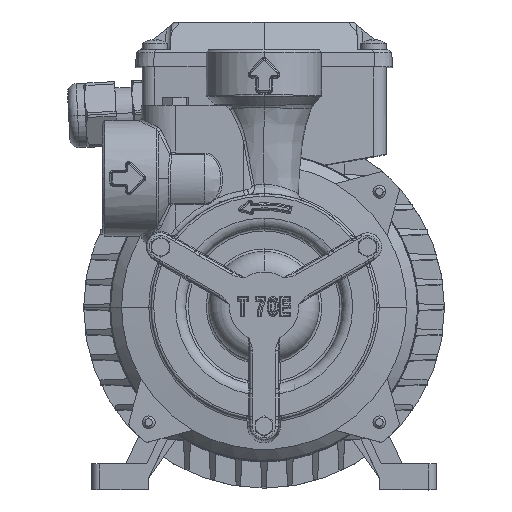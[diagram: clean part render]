
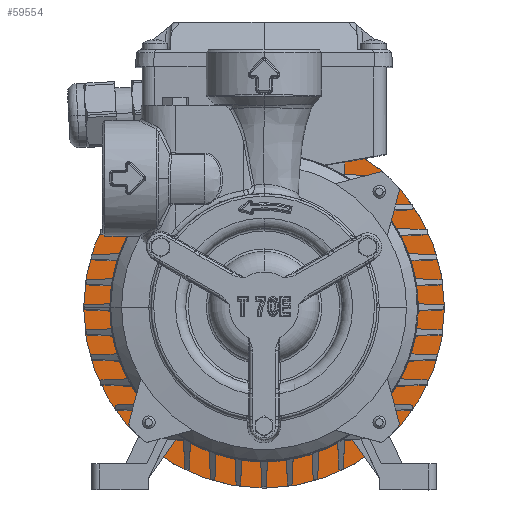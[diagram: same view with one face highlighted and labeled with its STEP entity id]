
A CAD part, top view. The second image highlights one B-rep face of the part: STEP entity #59554.
In plain terms, the highlighted planar face has unit normal (0, 0, 1).
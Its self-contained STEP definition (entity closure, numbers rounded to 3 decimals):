
#605 = CARTESIAN_POINT ( 'NONE',  ( -44.901, 44.901, -210.815 ) ) ;
#611 = FACE_BOUND ( 'NONE', #12542, .T. ) ;
#1442 = CIRCLE ( 'NONE', #19864, 60. ) ;
#1489 = CARTESIAN_POINT ( 'NONE',  ( 44.901, -44.901, -210.815 ) ) ;
#2625 = CIRCLE ( 'NONE', #73531, 2.18 ) ;
#3061 = EDGE_CURVE ( 'NONE', #65896, #16611, #3569, .T. ) ;
#3569 = CIRCLE ( 'NONE', #19147, 60. ) ;
#4792 = EDGE_CURVE ( 'NONE', #72877, #30792, #41139, .T. ) ;
#5279 = EDGE_CURVE ( 'NONE', #16611, #65896, #1442, .T. ) ;
#6050 = DIRECTION ( 'NONE',  ( 0., 0., -1. ) ) ;
#6426 = ORIENTED_EDGE ( 'NONE', *, *, #53949, .T. ) ;
#6810 = EDGE_CURVE ( 'NONE', #20929, #43794, #18707, .T. ) ;
#8811 = ORIENTED_EDGE ( 'NONE', *, *, #35239, .F. ) ;
#12542 = EDGE_LOOP ( 'NONE', ( #46505, #21192 ) ) ;
#13146 = DIRECTION ( 'NONE',  ( 0., 1., 0. ) ) ;
#14350 = FACE_OUTER_BOUND ( 'NONE', #62470, .T. ) ;
#14667 = DIRECTION ( 'NONE',  ( 0., 0., 1. ) ) ;
#16611 = VERTEX_POINT ( 'NONE', #22657 ) ;
#16719 = ORIENTED_EDGE ( 'NONE', *, *, #70061, .F. ) ;
#16756 = AXIS2_PLACEMENT_3D ( 'NONE', #1489, #41904, #76094 ) ;
#17703 = DIRECTION ( 'NONE',  ( 0.798, 0.603, 0. ) ) ;
#17745 = DIRECTION ( 'NONE',  ( 0., 0., 1. ) ) ;
#18366 = CARTESIAN_POINT ( 'NONE',  ( -46.215, 46.641, -210.815 ) ) ;
#18521 = VERTEX_POINT ( 'NONE', #20291 ) ;
#18707 = CIRCLE ( 'NONE', #35770, 2.18 ) ;
#18938 = DIRECTION ( 'NONE',  ( 0., 1., 0. ) ) ;
#19147 = AXIS2_PLACEMENT_3D ( 'NONE', #46924, #74009, #13146 ) ;
#19268 = ORIENTED_EDGE ( 'NONE', *, *, #4792, .T. ) ;
#19864 = AXIS2_PLACEMENT_3D ( 'NONE', #85176, #6050, #18938 ) ;
#20291 = CARTESIAN_POINT ( 'NONE',  ( -46.641, -46.215, -210.815 ) ) ;
#20431 = CARTESIAN_POINT ( 'NONE',  ( 44.901, -44.901, -210.815 ) ) ;
#20568 = DIRECTION ( 'NONE',  ( 0., 0., 1. ) ) ;
#20615 = DIRECTION ( 'NONE',  ( 0., 0., 1. ) ) ;
#20929 = VERTEX_POINT ( 'NONE', #57551 ) ;
#21192 = ORIENTED_EDGE ( 'NONE', *, *, #5279, .T. ) ;
#22657 = CARTESIAN_POINT ( 'NONE',  ( 0., -60., -210.815 ) ) ;
#24065 = AXIS2_PLACEMENT_3D ( 'NONE', #68180, #20615, #54834 ) ;
#27881 = CARTESIAN_POINT ( 'NONE',  ( -43.162, -43.587, -210.815 ) ) ;
#28564 = FACE_BOUND ( 'NONE', #77828, .T. ) ;
#29482 = CARTESIAN_POINT ( 'NONE',  ( 44.901, 44.901, -210.815 ) ) ;
#29795 = CARTESIAN_POINT ( 'NONE',  ( 46.215, -46.641, -210.815 ) ) ;
#30358 = CARTESIAN_POINT ( 'NONE',  ( 0., 0., -210.815 ) ) ;
#30792 = VERTEX_POINT ( 'NONE', #75310 ) ;
#31697 = AXIS2_PLACEMENT_3D ( 'NONE', #30358, #42072, #57033 ) ;
#32620 = AXIS2_PLACEMENT_3D ( 'NONE', #75104, #14667, #42661 ) ;
#33469 = CARTESIAN_POINT ( 'NONE',  ( -44.901, -44.901, -210.815 ) ) ;
#33862 = EDGE_CURVE ( 'NONE', #18521, #86239, #72760, .T. ) ;
#33905 = PLANE ( 'NONE',  #69327 ) ;
#35148 = VERTEX_POINT ( 'NONE', #18366 ) ;
#35239 = EDGE_CURVE ( 'NONE', #66211, #60635, #70358, .T. ) ;
#35770 = AXIS2_PLACEMENT_3D ( 'NONE', #29482, #69947, #84140 ) ;
#35931 = CIRCLE ( 'NONE', #31697, 70.25 ) ;
#38114 = AXIS2_PLACEMENT_3D ( 'NONE', #58203, #17745, #44882 ) ;
#38382 = DIRECTION ( 'NONE',  ( 0., 0., 1. ) ) ;
#39198 = VERTEX_POINT ( 'NONE', #68812 ) ;
#40739 = CARTESIAN_POINT ( 'NONE',  ( 46.641, 46.215, -210.815 ) ) ;
#41139 = CIRCLE ( 'NONE', #32620, 70.25 ) ;
#41904 = DIRECTION ( 'NONE',  ( 0., 0., 1. ) ) ;
#42072 = DIRECTION ( 'NONE',  ( 0., 0., 1. ) ) ;
#42661 = DIRECTION ( 'NONE',  ( 1., 0., 0. ) ) ;
#43112 = ORIENTED_EDGE ( 'NONE', *, *, #70124, .F. ) ;
#43794 = VERTEX_POINT ( 'NONE', #40739 ) ;
#43953 = CIRCLE ( 'NONE', #24065, 2.18 ) ;
#44882 = DIRECTION ( 'NONE',  ( 0.603, -0.798, 0. ) ) ;
#46505 = ORIENTED_EDGE ( 'NONE', *, *, #3061, .T. ) ;
#46924 = CARTESIAN_POINT ( 'NONE',  ( 0., 0., -210.815 ) ) ;
#47556 = DIRECTION ( 'NONE',  ( -0.603, 0.798, 0. ) ) ;
#49004 = DIRECTION ( 'NONE',  ( 0., 1., 0. ) ) ;
#50068 = EDGE_LOOP ( 'NONE', ( #56400, #72238 ) ) ;
#50927 = AXIS2_PLACEMENT_3D ( 'NONE', #33469, #87241, #58866 ) ;
#51905 = AXIS2_PLACEMENT_3D ( 'NONE', #20431, #38382, #47556 ) ;
#52554 = ORIENTED_EDGE ( 'NONE', *, *, #60467, .F. ) ;
#53949 = EDGE_CURVE ( 'NONE', #30792, #72877, #35931, .T. ) ;
#54353 = FACE_BOUND ( 'NONE', #50068, .T. ) ;
#54834 = DIRECTION ( 'NONE',  ( -0.798, -0.603, 0. ) ) ;
#54953 = EDGE_LOOP ( 'NONE', ( #16719, #8811 ) ) ;
#55234 = DIRECTION ( 'NONE',  ( 0.603, -0.798, 0. ) ) ;
#55713 = CARTESIAN_POINT ( 'NONE',  ( 0., 60., -210.815 ) ) ;
#56400 = ORIENTED_EDGE ( 'NONE', *, *, #6810, .F. ) ;
#56720 = CARTESIAN_POINT ( 'NONE',  ( 43.587, -43.162, -210.815 ) ) ;
#57033 = DIRECTION ( 'NONE',  ( 1., 0., 0. ) ) ;
#57551 = CARTESIAN_POINT ( 'NONE',  ( 43.162, 43.587, -210.815 ) ) ;
#58203 = CARTESIAN_POINT ( 'NONE',  ( -44.901, 44.901, -210.815 ) ) ;
#58866 = DIRECTION ( 'NONE',  ( 0.798, 0.603, 0. ) ) ;
#59554 = ADVANCED_FACE ( 'NONE', ( #14350, #611, #54353, #82356, #28564, #62787 ), #33905, .T. ) ;
#60467 = EDGE_CURVE ( 'NONE', #35148, #39198, #84973, .T. ) ;
#60635 = VERTEX_POINT ( 'NONE', #56720 ) ;
#61024 = CARTESIAN_POINT ( 'NONE',  ( 140.5, -140.5, -210.815 ) ) ;
#61907 = DIRECTION ( 'NONE',  ( 0., 0., 1. ) ) ;
#62470 = EDGE_LOOP ( 'NONE', ( #6426, #19268 ) ) ;
#62787 = FACE_BOUND ( 'NONE', #78352, .T. ) ;
#64829 = CARTESIAN_POINT ( 'NONE',  ( -44.901, -44.901, -210.815 ) ) ;
#65648 = EDGE_CURVE ( 'NONE', #43794, #20929, #43953, .T. ) ;
#65896 = VERTEX_POINT ( 'NONE', #55713 ) ;
#66211 = VERTEX_POINT ( 'NONE', #29795 ) ;
#66326 = CARTESIAN_POINT ( 'NONE',  ( -70.25, 0., -210.815 ) ) ;
#68180 = CARTESIAN_POINT ( 'NONE',  ( 44.901, 44.901, -210.815 ) ) ;
#68812 = CARTESIAN_POINT ( 'NONE',  ( -43.587, 43.162, -210.815 ) ) ;
#69327 = AXIS2_PLACEMENT_3D ( 'NONE', #61024, #61907, #49004 ) ;
#69947 = DIRECTION ( 'NONE',  ( 0., 0., 1. ) ) ;
#70061 = EDGE_CURVE ( 'NONE', #60635, #66211, #79247, .T. ) ;
#70124 = EDGE_CURVE ( 'NONE', #39198, #35148, #2625, .T. ) ;
#70358 = CIRCLE ( 'NONE', #51905, 2.18 ) ;
#72238 = ORIENTED_EDGE ( 'NONE', *, *, #65648, .F. ) ;
#72760 = CIRCLE ( 'NONE', #84097, 2.18 ) ;
#72877 = VERTEX_POINT ( 'NONE', #66326 ) ;
#73128 = ORIENTED_EDGE ( 'NONE', *, *, #87362, .F. ) ;
#73531 = AXIS2_PLACEMENT_3D ( 'NONE', #605, #20568, #55234 ) ;
#73632 = CIRCLE ( 'NONE', #50927, 2.18 ) ;
#74009 = DIRECTION ( 'NONE',  ( 0., 0., -1. ) ) ;
#75104 = CARTESIAN_POINT ( 'NONE',  ( 0., 0., -210.815 ) ) ;
#75310 = CARTESIAN_POINT ( 'NONE',  ( 70.25, 0., -210.815 ) ) ;
#76094 = DIRECTION ( 'NONE',  ( -0.603, 0.798, 0. ) ) ;
#77828 = EDGE_LOOP ( 'NONE', ( #43112, #52554 ) ) ;
#78352 = EDGE_LOOP ( 'NONE', ( #73128, #79914 ) ) ;
#78599 = DIRECTION ( 'NONE',  ( 0., 0., 1. ) ) ;
#79247 = CIRCLE ( 'NONE', #16756, 2.18 ) ;
#79914 = ORIENTED_EDGE ( 'NONE', *, *, #33862, .F. ) ;
#82356 = FACE_BOUND ( 'NONE', #54953, .T. ) ;
#84097 = AXIS2_PLACEMENT_3D ( 'NONE', #64829, #78599, #17703 ) ;
#84140 = DIRECTION ( 'NONE',  ( -0.798, -0.603, 0. ) ) ;
#84973 = CIRCLE ( 'NONE', #38114, 2.18 ) ;
#85176 = CARTESIAN_POINT ( 'NONE',  ( 0., 0., -210.815 ) ) ;
#86239 = VERTEX_POINT ( 'NONE', #27881 ) ;
#87241 = DIRECTION ( 'NONE',  ( 0., 0., 1. ) ) ;
#87362 = EDGE_CURVE ( 'NONE', #86239, #18521, #73632, .T. ) ;
